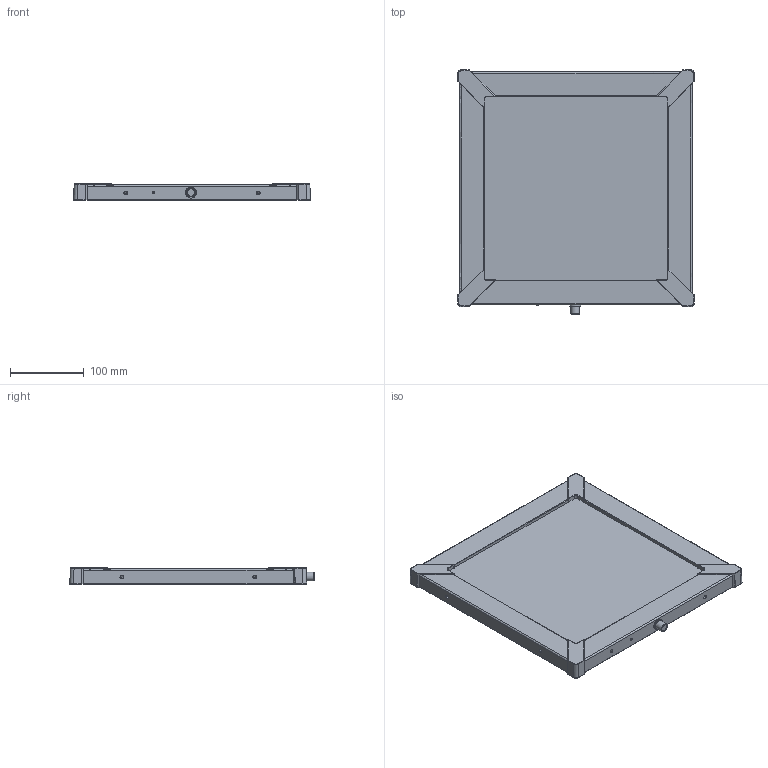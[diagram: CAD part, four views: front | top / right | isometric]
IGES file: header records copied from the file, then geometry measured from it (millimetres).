
Global section: file name: BEK-FL250; native system: Autodesk Inventor 2018; preprocessor: unknown; author: S. Sandt; organization: di-soric GmbH & Co. KG; date: 20180925.112239; units: millimetre
Bounding box: 322.13 x 332.31 x 22.5 mm (x, y, z)
Volume: 1834561.9 mm3; surface area: 233321 mm2
Topology: 1 solids, 1 shells, 186 faces, 480 edges, 299 vertices
Faces by surface type: bspline 186
